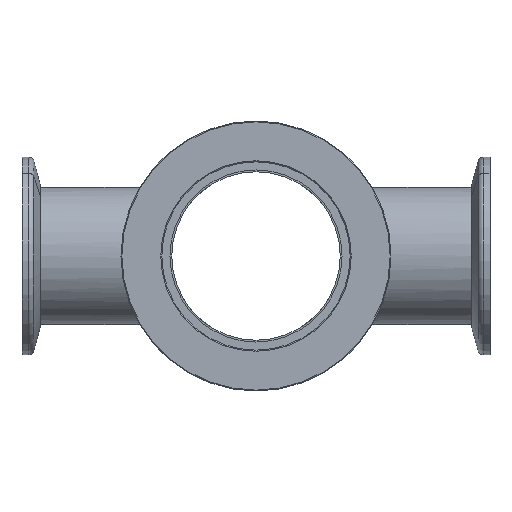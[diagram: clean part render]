
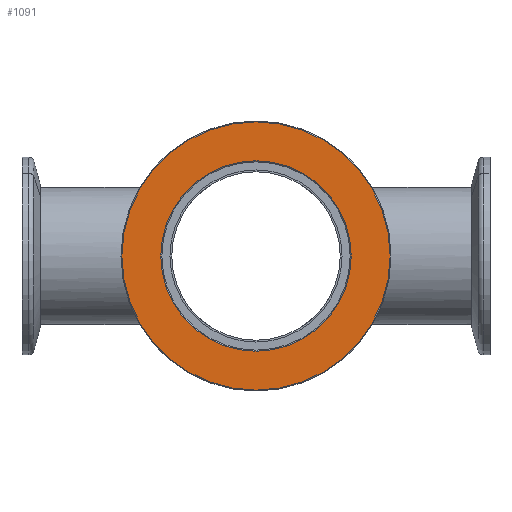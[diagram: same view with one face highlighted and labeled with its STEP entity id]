
A CAD part, left-side view. The second image highlights one B-rep face of the part: STEP entity #1091.
In plain terms, the highlighted face is planar.
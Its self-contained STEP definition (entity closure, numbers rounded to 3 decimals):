
#66 = DIRECTION ( 'NONE',  ( 1., 0., 0. ) ) ;
#74 = DIRECTION ( 'NONE',  ( 0., -1., 0. ) ) ;
#84 = DIRECTION ( 'NONE',  ( 1., 0., 0. ) ) ;
#129 = DIRECTION ( 'NONE',  ( 1., 0., 0. ) ) ;
#136 = PLANE ( 'NONE',  #1553 ) ;
#153 = CARTESIAN_POINT ( 'NONE',  ( -26.15, 0., 0. ) ) ;
#182 = VERTEX_POINT ( 'NONE', #550 ) ;
#224 = CARTESIAN_POINT ( 'NONE',  ( 0., 0., 0. ) ) ;
#239 = DIRECTION ( 'NONE',  ( 0., -1., 0. ) ) ;
#250 = CARTESIAN_POINT ( 'NONE',  ( 0., 0., 0. ) ) ;
#297 = DIRECTION ( 'NONE',  ( 0., -1., 0. ) ) ;
#449 = CARTESIAN_POINT ( 'NONE',  ( -37.25, 0., 0. ) ) ;
#550 = CARTESIAN_POINT ( 'NONE',  ( -26.45, 0., 0. ) ) ;
#616 = ORIENTED_EDGE ( 'NONE', *, *, #1860, .T. ) ;
#665 = CIRCLE ( 'NONE', #917, 37.25 ) ;
#667 = CARTESIAN_POINT ( 'NONE',  ( 37.25, 0., 0. ) ) ;
#678 = VERTEX_POINT ( 'NONE', #449 ) ;
#688 = ORIENTED_EDGE ( 'NONE', *, *, #1012, .T. ) ;
#728 = ORIENTED_EDGE ( 'NONE', *, *, #1398, .T. ) ;
#732 = VERTEX_POINT ( 'NONE', #1627 ) ;
#787 = AXIS2_PLACEMENT_3D ( 'NONE', #250, #239, #84 ) ;
#917 = AXIS2_PLACEMENT_3D ( 'NONE', #224, #74, #129 ) ;
#929 = DIRECTION ( 'NONE',  ( 0., 1., 0. ) ) ;
#981 = DIRECTION ( 'NONE',  ( 1., 0., 0. ) ) ;
#988 = CARTESIAN_POINT ( 'NONE',  ( 0., 0., 0. ) ) ;
#1012 = EDGE_CURVE ( 'NONE', #732, #182, #1431, .T. ) ;
#1091 = ADVANCED_FACE ( 'NONE', ( #1625, #2058 ), #136, .T. ) ;
#1136 = AXIS2_PLACEMENT_3D ( 'NONE', #988, #929, #981 ) ;
#1287 = CARTESIAN_POINT ( 'NONE',  ( 0., 0., 0. ) ) ;
#1319 = VERTEX_POINT ( 'NONE', #667 ) ;
#1387 = ORIENTED_EDGE ( 'NONE', *, *, #1635, .T. ) ;
#1398 = EDGE_CURVE ( 'NONE', #1319, #678, #665, .T. ) ;
#1431 = CIRCLE ( 'NONE', #1515, 26.45 ) ;
#1448 = CIRCLE ( 'NONE', #1136, 26.45 ) ;
#1515 = AXIS2_PLACEMENT_3D ( 'NONE', #1287, #1743, #1591 ) ;
#1553 = AXIS2_PLACEMENT_3D ( 'NONE', #153, #297, #66 ) ;
#1575 = EDGE_LOOP ( 'NONE', ( #688, #616 ) ) ;
#1591 = DIRECTION ( 'NONE',  ( 1., 0., 0. ) ) ;
#1625 = FACE_BOUND ( 'NONE', #1575, .T. ) ;
#1627 = CARTESIAN_POINT ( 'NONE',  ( 26.45, 0., 0. ) ) ;
#1635 = EDGE_CURVE ( 'NONE', #678, #1319, #1767, .T. ) ;
#1666 = EDGE_LOOP ( 'NONE', ( #1387, #728 ) ) ;
#1743 = DIRECTION ( 'NONE',  ( 0., 1., 0. ) ) ;
#1767 = CIRCLE ( 'NONE', #787, 37.25 ) ;
#1860 = EDGE_CURVE ( 'NONE', #182, #732, #1448, .T. ) ;
#2058 = FACE_OUTER_BOUND ( 'NONE', #1666, .T. ) ;
